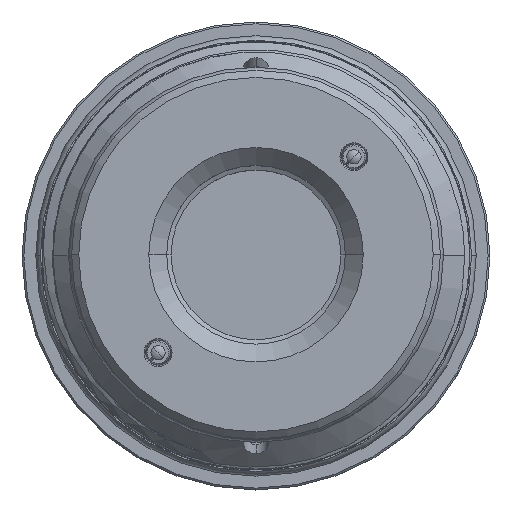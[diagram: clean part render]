
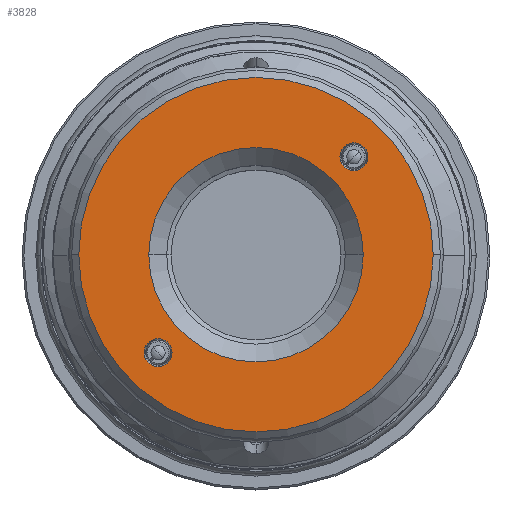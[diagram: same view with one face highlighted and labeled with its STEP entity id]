
A CAD part, top view. The second image highlights one B-rep face of the part: STEP entity #3828.
In plain terms, the highlighted planar face has unit normal (0, 0, 1).
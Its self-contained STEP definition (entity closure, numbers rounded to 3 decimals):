
#318 = DIRECTION ( 'NONE',  ( 1., 0., 0. ) ) ;
#442 = EDGE_LOOP ( 'NONE', ( #17467, #9564 ) ) ;
#1149 = CARTESIAN_POINT ( 'NONE',  ( 10.96, 10.96, 85.95 ) ) ;
#1254 = VERTEX_POINT ( 'NONE', #5784 ) ;
#1596 = VERTEX_POINT ( 'NONE', #3657 ) ;
#1749 = VERTEX_POINT ( 'NONE', #9923 ) ;
#2108 = DIRECTION ( 'NONE',  ( 0., 0., -1. ) ) ;
#2945 = EDGE_LOOP ( 'NONE', ( #9158, #12556 ) ) ;
#3022 = DIRECTION ( 'NONE',  ( 0., 0., 1. ) ) ;
#3094 = VERTEX_POINT ( 'NONE', #5179 ) ;
#3270 = EDGE_CURVE ( 'NONE', #1254, #15826, #14553, .T. ) ;
#3592 = VERTEX_POINT ( 'NONE', #15192 ) ;
#3605 = EDGE_CURVE ( 'NONE', #5007, #1596, #14748, .T. ) ;
#3657 = CARTESIAN_POINT ( 'NONE',  ( -9.399, -10.96, 85.95 ) ) ;
#3828 = ADVANCED_FACE ( 'NONE', ( #11694, #4211, #7522, #14974 ), #16963, .T. ) ;
#4024 = AXIS2_PLACEMENT_3D ( 'NONE', #15249, #12311, #15131 ) ;
#4211 = FACE_BOUND ( 'NONE', #4709, .T. ) ;
#4381 = CARTESIAN_POINT ( 'NONE',  ( 20.64, 0., 85.95 ) ) ;
#4518 = CARTESIAN_POINT ( 'NONE',  ( -12.521, -10.96, 85.95 ) ) ;
#4709 = EDGE_LOOP ( 'NONE', ( #11384, #14143 ) ) ;
#4968 = CIRCLE ( 'NONE', #11835, 19.84 ) ;
#5007 = VERTEX_POINT ( 'NONE', #4518 ) ;
#5179 = CARTESIAN_POINT ( 'NONE',  ( 12.521, 10.96, 85.95 ) ) ;
#5241 = AXIS2_PLACEMENT_3D ( 'NONE', #1149, #13593, #16462 ) ;
#5331 = EDGE_CURVE ( 'NONE', #1749, #3592, #15304, .T. ) ;
#5337 = AXIS2_PLACEMENT_3D ( 'NONE', #16971, #15542, #8576 ) ;
#5480 = ORIENTED_EDGE ( 'NONE', *, *, #3270, .T. ) ;
#5784 = CARTESIAN_POINT ( 'NONE',  ( 19.84, 0., 85.95 ) ) ;
#6480 = CARTESIAN_POINT ( 'NONE',  ( 0., 0., 85.95 ) ) ;
#6925 = EDGE_CURVE ( 'NONE', #3094, #16416, #15270, .T. ) ;
#7106 = EDGE_CURVE ( 'NONE', #15826, #1254, #4968, .T. ) ;
#7353 = DIRECTION ( 'NONE',  ( 0., 0., 1. ) ) ;
#7376 = CARTESIAN_POINT ( 'NONE',  ( 0., 0., 85.95 ) ) ;
#7522 = FACE_OUTER_BOUND ( 'NONE', #8914, .T. ) ;
#7926 = CARTESIAN_POINT ( 'NONE',  ( 10.96, 10.96, 85.95 ) ) ;
#7932 = AXIS2_PLACEMENT_3D ( 'NONE', #6480, #10658, #14820 ) ;
#8152 = AXIS2_PLACEMENT_3D ( 'NONE', #15852, #17266, #8888 ) ;
#8524 = EDGE_CURVE ( 'NONE', #16416, #3094, #12174, .T. ) ;
#8576 = DIRECTION ( 'NONE',  ( 1., 0., 0. ) ) ;
#8712 = AXIS2_PLACEMENT_3D ( 'NONE', #7926, #2108, #13631 ) ;
#8888 = DIRECTION ( 'NONE',  ( 1., 0., 0. ) ) ;
#8914 = EDGE_LOOP ( 'NONE', ( #16986, #5480 ) ) ;
#9158 = ORIENTED_EDGE ( 'NONE', *, *, #6925, .T. ) ;
#9367 = AXIS2_PLACEMENT_3D ( 'NONE', #4381, #7353, #17151 ) ;
#9564 = ORIENTED_EDGE ( 'NONE', *, *, #15022, .T. ) ;
#9923 = CARTESIAN_POINT ( 'NONE',  ( 12., 0., 85.95 ) ) ;
#10146 = DIRECTION ( 'NONE',  ( 1., 0., 0. ) ) ;
#10658 = DIRECTION ( 'NONE',  ( 0., 0., -1. ) ) ;
#10746 = AXIS2_PLACEMENT_3D ( 'NONE', #7376, #3022, #10146 ) ;
#11384 = ORIENTED_EDGE ( 'NONE', *, *, #5331, .T. ) ;
#11694 = FACE_BOUND ( 'NONE', #2945, .T. ) ;
#11835 = AXIS2_PLACEMENT_3D ( 'NONE', #13124, #17346, #318 ) ;
#12140 = CIRCLE ( 'NONE', #5337, 12. ) ;
#12174 = CIRCLE ( 'NONE', #8712, 1.561 ) ;
#12311 = DIRECTION ( 'NONE',  ( 0., 0., -1. ) ) ;
#12369 = CIRCLE ( 'NONE', #8152, 1.561 ) ;
#12556 = ORIENTED_EDGE ( 'NONE', *, *, #8524, .T. ) ;
#13124 = CARTESIAN_POINT ( 'NONE',  ( 0., 0., 85.95 ) ) ;
#13593 = DIRECTION ( 'NONE',  ( 0., 0., -1. ) ) ;
#13631 = DIRECTION ( 'NONE',  ( -1., 0., 0. ) ) ;
#14143 = ORIENTED_EDGE ( 'NONE', *, *, #14887, .T. ) ;
#14553 = CIRCLE ( 'NONE', #10746, 19.84 ) ;
#14748 = CIRCLE ( 'NONE', #4024, 1.561 ) ;
#14820 = DIRECTION ( 'NONE',  ( 1., 0., 0. ) ) ;
#14887 = EDGE_CURVE ( 'NONE', #3592, #1749, #12140, .T. ) ;
#14974 = FACE_BOUND ( 'NONE', #442, .T. ) ;
#15022 = EDGE_CURVE ( 'NONE', #1596, #5007, #12369, .T. ) ;
#15131 = DIRECTION ( 'NONE',  ( 1., 0., 0. ) ) ;
#15192 = CARTESIAN_POINT ( 'NONE',  ( -12., 0., 85.95 ) ) ;
#15249 = CARTESIAN_POINT ( 'NONE',  ( -10.96, -10.96, 85.95 ) ) ;
#15270 = CIRCLE ( 'NONE', #5241, 1.561 ) ;
#15304 = CIRCLE ( 'NONE', #7932, 12. ) ;
#15542 = DIRECTION ( 'NONE',  ( 0., 0., -1. ) ) ;
#15821 = CARTESIAN_POINT ( 'NONE',  ( 9.399, 10.96, 85.95 ) ) ;
#15826 = VERTEX_POINT ( 'NONE', #16832 ) ;
#15852 = CARTESIAN_POINT ( 'NONE',  ( -10.96, -10.96, 85.95 ) ) ;
#16416 = VERTEX_POINT ( 'NONE', #15821 ) ;
#16462 = DIRECTION ( 'NONE',  ( -1., 0., 0. ) ) ;
#16832 = CARTESIAN_POINT ( 'NONE',  ( -19.84, 0., 85.95 ) ) ;
#16963 = PLANE ( 'NONE',  #9367 ) ;
#16971 = CARTESIAN_POINT ( 'NONE',  ( 0., 0., 85.95 ) ) ;
#16986 = ORIENTED_EDGE ( 'NONE', *, *, #7106, .T. ) ;
#17151 = DIRECTION ( 'NONE',  ( 1., 0., 0. ) ) ;
#17266 = DIRECTION ( 'NONE',  ( 0., 0., -1. ) ) ;
#17346 = DIRECTION ( 'NONE',  ( 0., 0., 1. ) ) ;
#17467 = ORIENTED_EDGE ( 'NONE', *, *, #3605, .T. ) ;
